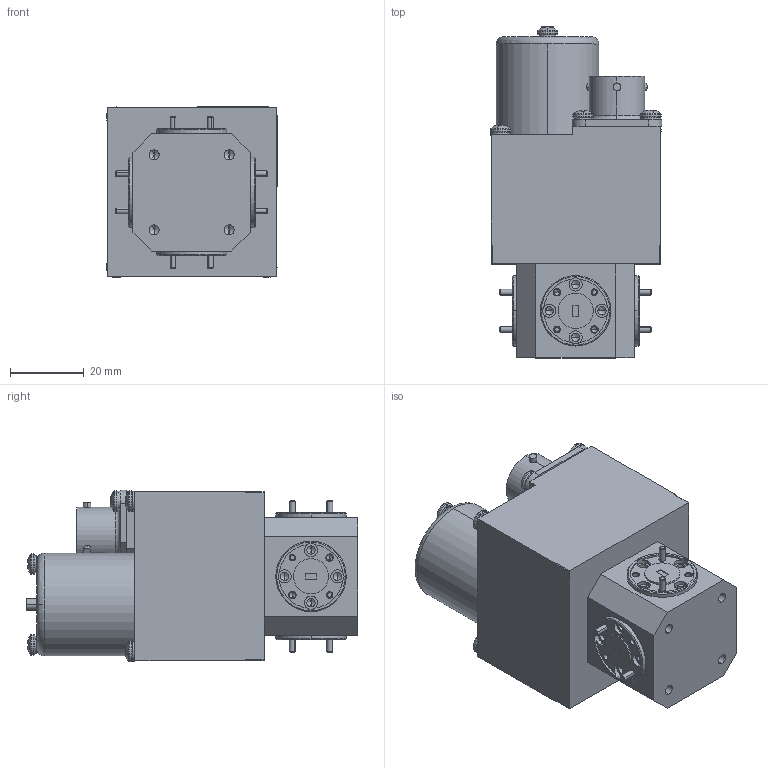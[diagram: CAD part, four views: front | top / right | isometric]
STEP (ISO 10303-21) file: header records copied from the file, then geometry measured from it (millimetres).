
FILE_DESCRIPTION (( 'STEP AP214' ), '1' );
FILE_NAME ('WJ-TE-A, Defeatured.STEP', '2022-05-11T20:38:32', ( '' ), ( '' ), 'SwSTEP 2.0', 'SolidWorks 2021', '' );
FILE_SCHEMA (( 'AUTOMOTIVE_DESIGN' ));
Length unit declared in the file: inch
Products named in the file (1): WJ-TE-A, Defeatured
Bounding box: 46.39 x 89.79 x 46.39 mm (x, y, z)
Volume: 117410.1 mm3; surface area: 20208.6 mm2
Topology: 23 solids, 23 shells, 922 faces, 2321 edges, 1448 vertices
Faces by surface type: cylinder 341, plane 328, cone 184, torus 48, sphere 16, bspline 5
Entity records: 31543 total; most frequent: CARTESIAN_POINT 5820, DIRECTION 4785, ORIENTED_EDGE 4498, EDGE_CURVE 2249, AXIS2_PLACEMENT_3D 1895, VERTEX_POINT 1448, EDGE_LOOP 999, LINE 995
